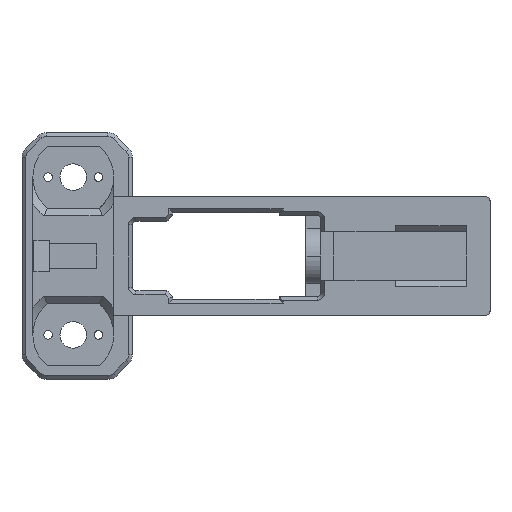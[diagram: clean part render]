
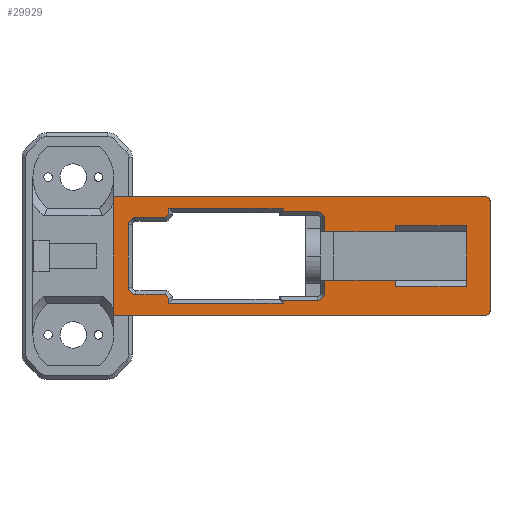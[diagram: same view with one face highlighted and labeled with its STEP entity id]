
A CAD part, front view. The second image highlights one B-rep face of the part: STEP entity #29929.
In plain terms, the highlighted planar face has unit normal (0, -1, 0).
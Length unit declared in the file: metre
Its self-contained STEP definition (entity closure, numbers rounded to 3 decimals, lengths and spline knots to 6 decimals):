
#869=CIRCLE('',#31645,0.001);
#870=CIRCLE('',#31646,0.001);
#871=CIRCLE('',#31647,0.0019);
#872=CIRCLE('',#31648,0.0019);
#873=CIRCLE('',#31649,0.0019);
#874=CIRCLE('',#31650,0.0019);
#2698=ORIENTED_EDGE('',*,*,#10883,.T.);
#2699=ORIENTED_EDGE('',*,*,#10936,.F.);
#2700=ORIENTED_EDGE('',*,*,#10937,.F.);
#2701=ORIENTED_EDGE('',*,*,#10938,.T.);
#2702=ORIENTED_EDGE('',*,*,#10872,.F.);
#2703=ORIENTED_EDGE('',*,*,#10044,.T.);
#2704=ORIENTED_EDGE('',*,*,#10939,.F.);
#2705=ORIENTED_EDGE('',*,*,#10940,.F.);
#2706=ORIENTED_EDGE('',*,*,#10941,.T.);
#2707=ORIENTED_EDGE('',*,*,#10942,.T.);
#2708=ORIENTED_EDGE('',*,*,#10943,.T.);
#2709=ORIENTED_EDGE('',*,*,#10944,.T.);
#2710=ORIENTED_EDGE('',*,*,#10945,.T.);
#2711=ORIENTED_EDGE('',*,*,#10946,.T.);
#2712=ORIENTED_EDGE('',*,*,#10947,.T.);
#2713=ORIENTED_EDGE('',*,*,#10948,.T.);
#2714=ORIENTED_EDGE('',*,*,#10949,.T.);
#2715=ORIENTED_EDGE('',*,*,#10950,.T.);
#2716=ORIENTED_EDGE('',*,*,#10951,.T.);
#2717=ORIENTED_EDGE('',*,*,#10952,.T.);
#2718=ORIENTED_EDGE('',*,*,#10953,.T.);
#2719=ORIENTED_EDGE('',*,*,#10954,.T.);
#2720=ORIENTED_EDGE('',*,*,#10955,.T.);
#2721=ORIENTED_EDGE('',*,*,#10956,.T.);
#2722=ORIENTED_EDGE('',*,*,#10957,.T.);
#2723=ORIENTED_EDGE('',*,*,#10958,.T.);
#2724=ORIENTED_EDGE('',*,*,#10959,.T.);
#2725=ORIENTED_EDGE('',*,*,#10960,.T.);
#2726=ORIENTED_EDGE('',*,*,#10961,.F.);
#2727=ORIENTED_EDGE('',*,*,#10962,.T.);
#2728=ORIENTED_EDGE('',*,*,#10963,.T.);
#2729=ORIENTED_EDGE('',*,*,#10964,.F.);
#10044=EDGE_CURVE('',#14498,#14511,#17466,.T.);
#10872=EDGE_CURVE('',#14498,#15048,#17934,.T.);
#10883=EDGE_CURVE('',#14511,#15057,#17941,.T.);
#10936=EDGE_CURVE('',#15086,#15057,#869,.T.);
#10937=EDGE_CURVE('',#15087,#15086,#17966,.T.);
#10938=EDGE_CURVE('',#15087,#15048,#870,.T.);
#10939=EDGE_CURVE('',#15088,#15089,#17967,.T.);
#10940=EDGE_CURVE('',#15090,#15088,#17968,.T.);
#10941=EDGE_CURVE('',#15090,#15091,#17969,.T.);
#10942=EDGE_CURVE('',#15091,#15092,#871,.T.);
#10943=EDGE_CURVE('',#15092,#15093,#17970,.T.);
#10944=EDGE_CURVE('',#15093,#15094,#17971,.T.);
#10945=EDGE_CURVE('',#15094,#15095,#17972,.T.);
#10946=EDGE_CURVE('',#15095,#15096,#17973,.T.);
#10947=EDGE_CURVE('',#15096,#15097,#17974,.T.);
#10948=EDGE_CURVE('',#15097,#15098,#17975,.T.);
#10949=EDGE_CURVE('',#15098,#15099,#872,.T.);
#10950=EDGE_CURVE('',#15099,#15100,#17976,.T.);
#10951=EDGE_CURVE('',#15100,#15101,#873,.T.);
#10952=EDGE_CURVE('',#15101,#15102,#17977,.T.);
#10953=EDGE_CURVE('',#15102,#15103,#17978,.T.);
#10954=EDGE_CURVE('',#15103,#15104,#17979,.T.);
#10955=EDGE_CURVE('',#15104,#15105,#17980,.T.);
#10956=EDGE_CURVE('',#15105,#15106,#17981,.T.);
#10957=EDGE_CURVE('',#15106,#15107,#17982,.T.);
#10958=EDGE_CURVE('',#15107,#15108,#874,.T.);
#10959=EDGE_CURVE('',#15108,#15109,#17983,.T.);
#10960=EDGE_CURVE('',#15109,#15110,#17984,.T.);
#10961=EDGE_CURVE('',#15111,#15110,#17985,.T.);
#10962=EDGE_CURVE('',#15111,#15112,#17986,.T.);
#10963=EDGE_CURVE('',#15112,#15113,#17987,.T.);
#10964=EDGE_CURVE('',#15089,#15113,#17988,.T.);
#14498=VERTEX_POINT('',#40417);
#14511=VERTEX_POINT('',#40451);
#15048=VERTEX_POINT('',#44854);
#15057=VERTEX_POINT('',#44880);
#15086=VERTEX_POINT('',#45012);
#15087=VERTEX_POINT('',#45014);
#15088=VERTEX_POINT('',#45017);
#15089=VERTEX_POINT('',#45018);
#15090=VERTEX_POINT('',#45020);
#15091=VERTEX_POINT('',#45022);
#15092=VERTEX_POINT('',#45024);
#15093=VERTEX_POINT('',#45026);
#15094=VERTEX_POINT('',#45028);
#15095=VERTEX_POINT('',#45030);
#15096=VERTEX_POINT('',#45032);
#15097=VERTEX_POINT('',#45034);
#15098=VERTEX_POINT('',#45036);
#15099=VERTEX_POINT('',#45038);
#15100=VERTEX_POINT('',#45040);
#15101=VERTEX_POINT('',#45042);
#15102=VERTEX_POINT('',#45044);
#15103=VERTEX_POINT('',#45046);
#15104=VERTEX_POINT('',#45048);
#15105=VERTEX_POINT('',#45050);
#15106=VERTEX_POINT('',#45052);
#15107=VERTEX_POINT('',#45054);
#15108=VERTEX_POINT('',#45056);
#15109=VERTEX_POINT('',#45058);
#15110=VERTEX_POINT('',#45060);
#15111=VERTEX_POINT('',#45062);
#15112=VERTEX_POINT('',#45064);
#15113=VERTEX_POINT('',#45066);
#17466=LINE('',#40452,#21266);
#17934=LINE('',#44853,#21734);
#17941=LINE('',#44881,#21741);
#17966=LINE('',#45013,#21766);
#17967=LINE('',#45016,#21767);
#17968=LINE('',#45019,#21768);
#17969=LINE('',#45021,#21769);
#17970=LINE('',#45025,#21770);
#17971=LINE('',#45027,#21771);
#17972=LINE('',#45029,#21772);
#17973=LINE('',#45031,#21773);
#17974=LINE('',#45033,#21774);
#17975=LINE('',#45035,#21775);
#17976=LINE('',#45039,#21776);
#17977=LINE('',#45043,#21777);
#17978=LINE('',#45045,#21778);
#17979=LINE('',#45047,#21779);
#17980=LINE('',#45049,#21780);
#17981=LINE('',#45051,#21781);
#17982=LINE('',#45053,#21782);
#17983=LINE('',#45057,#21783);
#17984=LINE('',#45059,#21784);
#17985=LINE('',#45061,#21785);
#17986=LINE('',#45063,#21786);
#17987=LINE('',#45065,#21787);
#17988=LINE('',#45067,#21788);
#21266=VECTOR('',#33075,1.);
#21734=VECTOR('',#34311,1.);
#21741=VECTOR('',#34324,1.);
#21766=VECTOR('',#34433,1.);
#21767=VECTOR('',#34436,1.);
#21768=VECTOR('',#34437,1.);
#21769=VECTOR('',#34438,1.);
#21770=VECTOR('',#34441,1.);
#21771=VECTOR('',#34442,1.);
#21772=VECTOR('',#34443,1.);
#21773=VECTOR('',#34444,1.);
#21774=VECTOR('',#34445,1.);
#21775=VECTOR('',#34446,1.);
#21776=VECTOR('',#34449,1.);
#21777=VECTOR('',#34452,1.);
#21778=VECTOR('',#34453,1.);
#21779=VECTOR('',#34454,1.);
#21780=VECTOR('',#34455,1.);
#21781=VECTOR('',#34456,1.);
#21782=VECTOR('',#34457,1.);
#21783=VECTOR('',#34460,1.);
#21784=VECTOR('',#34461,1.);
#21785=VECTOR('',#34462,1.);
#21786=VECTOR('',#34463,1.);
#21787=VECTOR('',#34464,1.);
#21788=VECTOR('',#34465,1.);
#25348=EDGE_LOOP('',(#2698,#2699,#2700,#2701,#2702,#2703));
#25349=EDGE_LOOP('',(#2704,#2705,#2706,#2707,#2708,#2709,#2710,#2711,#2712,
#2713,#2714,#2715,#2716,#2717,#2718,#2719,#2720,#2721,#2722,#2723,#2724,
#2725,#2726,#2727,#2728,#2729));
#27017=FACE_BOUND('',#25348,.T.);
#27018=FACE_BOUND('',#25349,.T.);
#28498=PLANE('',#31644);
#29929=ADVANCED_FACE('',(#27017,#27018),#28498,.T.);
#31644=AXIS2_PLACEMENT_3D('',#45010,#34429,#34430);
#31645=AXIS2_PLACEMENT_3D('',#45011,#34431,#34432);
#31646=AXIS2_PLACEMENT_3D('',#45015,#34434,#34435);
#31647=AXIS2_PLACEMENT_3D('',#45023,#34439,#34440);
#31648=AXIS2_PLACEMENT_3D('',#45037,#34447,#34448);
#31649=AXIS2_PLACEMENT_3D('',#45041,#34450,#34451);
#31650=AXIS2_PLACEMENT_3D('',#45055,#34458,#34459);
#33075=DIRECTION('',(0.,0.,-1.));
#34311=DIRECTION('',(1.,0.,0.));
#34324=DIRECTION('',(1.,0.,0.));
#34429=DIRECTION('',(0.,-1.,0.));
#34430=DIRECTION('',(0.,0.,-1.));
#34431=DIRECTION('',(0.,1.,0.));
#34432=DIRECTION('',(0.,0.,-1.));
#34433=DIRECTION('',(0.,0.,-1.));
#34434=DIRECTION('',(0.,-1.,0.));
#34435=DIRECTION('',(0.,0.,-1.));
#34436=DIRECTION('',(0.,0.,-1.));
#34437=DIRECTION('',(1.,0.,0.));
#34438=DIRECTION('',(0.,0.,-1.));
#34439=DIRECTION('',(0.,1.,0.));
#34440=DIRECTION('',(0.,0.,-1.));
#34441=DIRECTION('',(-1.,0.,0.));
#34442=DIRECTION('',(0.,0.,-1.));
#34443=DIRECTION('',(-1.,0.,0.));
#34444=DIRECTION('',(0.,0.,1.));
#34445=DIRECTION('',(-0.707,0.,0.707));
#34446=DIRECTION('',(-1.,0.,0.));
#34447=DIRECTION('',(0.,1.,0.));
#34448=DIRECTION('',(0.,0.,-1.));
#34449=DIRECTION('',(0.,0.,1.));
#34450=DIRECTION('',(0.,1.,0.));
#34451=DIRECTION('',(0.,0.,-1.));
#34452=DIRECTION('',(1.,0.,0.));
#34453=DIRECTION('',(0.707,0.,0.707));
#34454=DIRECTION('',(0.,0.,1.));
#34455=DIRECTION('',(1.,0.,0.));
#34456=DIRECTION('',(0.,0.,-1.));
#34457=DIRECTION('',(1.,0.,0.));
#34458=DIRECTION('',(0.,1.,0.));
#34459=DIRECTION('',(0.,0.,-1.));
#34460=DIRECTION('',(0.,0.,-1.));
#34461=DIRECTION('',(1.,0.,0.));
#34462=DIRECTION('',(0.,0.,-1.));
#34463=DIRECTION('',(1.,0.,0.));
#34464=DIRECTION('',(0.,0.,-1.));
#34465=DIRECTION('',(1.,0.,0.));
#40417=CARTESIAN_POINT('',(0.0055,-0.0115,0.015));
#40451=CARTESIAN_POINT('',(0.0055,-0.0115,-0.015));
#40452=CARTESIAN_POINT('',(0.0055,-0.0115,0.));
#44853=CARTESIAN_POINT('',(0.,-0.0115,0.015));
#44854=CARTESIAN_POINT('',(0.1,-0.0115,0.015));
#44880=CARTESIAN_POINT('',(0.1,-0.0115,-0.015));
#44881=CARTESIAN_POINT('',(0.,-0.0115,-0.015));
#45010=CARTESIAN_POINT('',(0.,-0.0115,0.));
#45011=CARTESIAN_POINT('',(0.1,-0.0115,-0.014));
#45012=CARTESIAN_POINT('',(0.101,-0.0115,-0.014));
#45013=CARTESIAN_POINT('',(0.101,-0.0115,0.));
#45014=CARTESIAN_POINT('',(0.101,-0.0115,0.014));
#45015=CARTESIAN_POINT('',(0.1,-0.0115,0.014));
#45016=CARTESIAN_POINT('',(0.077,-0.0115,0.));
#45017=CARTESIAN_POINT('',(0.077,-0.0115,-0.006125));
#45018=CARTESIAN_POINT('',(0.077,-0.0115,-0.007723));
#45019=CARTESIAN_POINT('',(0.,-0.0115,-0.006125));
#45020=CARTESIAN_POINT('',(0.05905,-0.0115,-0.006125));
#45021=CARTESIAN_POINT('',(0.05905,-0.0115,0.));
#45022=CARTESIAN_POINT('',(0.05905,-0.0115,-0.009375));
#45023=CARTESIAN_POINT('',(0.05715,-0.0115,-0.009375));
#45024=CARTESIAN_POINT('',(0.05715,-0.0115,-0.011275));
#45025=CARTESIAN_POINT('',(0.,-0.0115,-0.011275));
#45026=CARTESIAN_POINT('',(0.048484,-0.0115,-0.011275));
#45027=CARTESIAN_POINT('',(0.048484,-0.0115,-0.011));
#45028=CARTESIAN_POINT('',(0.048484,-0.0115,-0.012));
#45029=CARTESIAN_POINT('',(0.020484,-0.0115,-0.012));
#45030=CARTESIAN_POINT('',(0.019484,-0.0115,-0.012));
#45031=CARTESIAN_POINT('',(0.019484,-0.0115,0.));
#45032=CARTESIAN_POINT('',(0.019484,-0.0115,-0.010689));
#45033=CARTESIAN_POINT('',(0.004398,-0.0115,0.004398));
#45034=CARTESIAN_POINT('',(0.018595,-0.0115,-0.0098));
#45035=CARTESIAN_POINT('',(0.01115,-0.0115,-0.0098));
#45036=CARTESIAN_POINT('',(0.01115,-0.0115,-0.0098));
#45037=CARTESIAN_POINT('',(0.01115,-0.0115,-0.0079));
#45038=CARTESIAN_POINT('',(0.00925,-0.0115,-0.0079));
#45039=CARTESIAN_POINT('',(0.00925,-0.0115,0.));
#45040=CARTESIAN_POINT('',(0.00925,-0.0115,0.0079));
#45041=CARTESIAN_POINT('',(0.01115,-0.0115,0.0079));
#45042=CARTESIAN_POINT('',(0.01115,-0.0115,0.0098));
#45043=CARTESIAN_POINT('',(0.,-0.0115,0.0098));
#45044=CARTESIAN_POINT('',(0.018595,-0.0115,0.0098));
#45045=CARTESIAN_POINT('',(0.004398,-0.0115,-0.004398));
#45046=CARTESIAN_POINT('',(0.019484,-0.0115,0.010689));
#45047=CARTESIAN_POINT('',(0.019484,-0.0115,0.));
#45048=CARTESIAN_POINT('',(0.019484,-0.0115,0.012));
#45049=CARTESIAN_POINT('',(0.,-0.0115,0.012));
#45050=CARTESIAN_POINT('',(0.048484,-0.0115,0.012));
#45051=CARTESIAN_POINT('',(0.048484,-0.0115,0.010275));
#45052=CARTESIAN_POINT('',(0.048484,-0.0115,0.011275));
#45053=CARTESIAN_POINT('',(0.,-0.0115,0.011275));
#45054=CARTESIAN_POINT('',(0.05715,-0.0115,0.011275));
#45055=CARTESIAN_POINT('',(0.05715,-0.0115,0.009375));
#45056=CARTESIAN_POINT('',(0.05905,-0.0115,0.009375));
#45057=CARTESIAN_POINT('',(0.05905,-0.0115,0.));
#45058=CARTESIAN_POINT('',(0.05905,-0.0115,0.006125));
#45059=CARTESIAN_POINT('',(0.,-0.0115,0.006125));
#45060=CARTESIAN_POINT('',(0.077,-0.0115,0.006125));
#45061=CARTESIAN_POINT('',(0.077,-0.0115,0.));
#45062=CARTESIAN_POINT('',(0.077,-0.0115,0.007723));
#45063=CARTESIAN_POINT('',(0.,-0.0115,0.007723));
#45064=CARTESIAN_POINT('',(0.095,-0.0115,0.007723));
#45065=CARTESIAN_POINT('',(0.095,-0.0115,0.));
#45066=CARTESIAN_POINT('',(0.095,-0.0115,-0.007723));
#45067=CARTESIAN_POINT('',(0.071,-0.0115,-0.007723));
